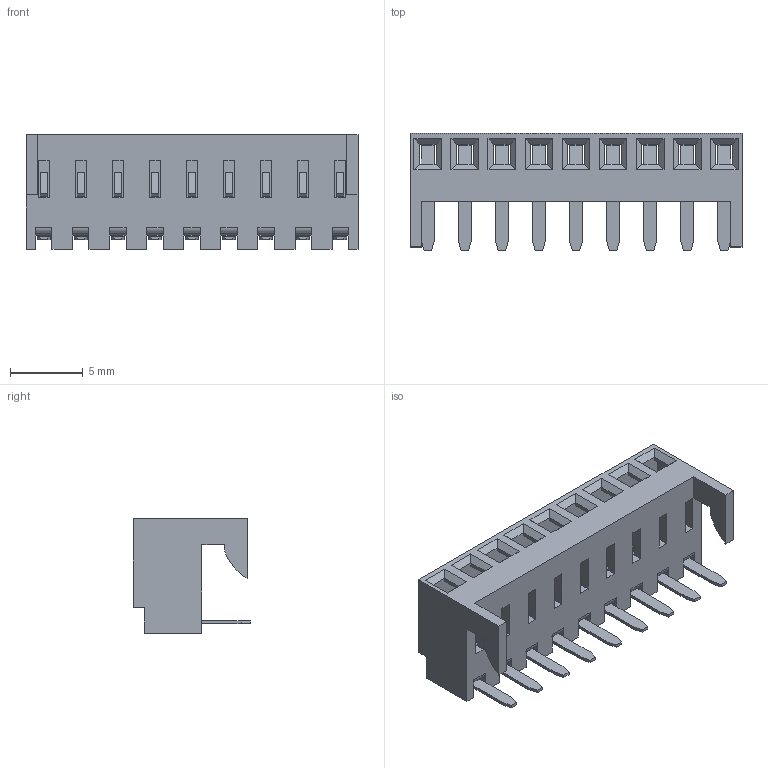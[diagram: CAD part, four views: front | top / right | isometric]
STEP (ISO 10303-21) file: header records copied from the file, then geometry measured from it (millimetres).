
FILE_DESCRIPTION(('STEP AP242'),'1');
FILE_NAME('0022152096.stp','2025-01-28T07:08:52',('TraceParts'),('TraceParts S.A.'),'Spatial InterOp 3D',' ',' ');
FILE_SCHEMA(('AP242_MANAGED_MODEL_BASED_3D_ENGINEERING_MIM_LF {1 0 10303 442 1 1 4}'));
Length unit declared in the file: millimetre
Products named in the file (1): 0022152096_1
Bounding box: 22.76 x 8.05 x 7.87 mm (x, y, z)
Volume: 348.4 mm3; surface area: 1314.6 mm2
Topology: 1 solids, 1 shells, 467 faces, 1330 edges, 892 vertices
Faces by surface type: plane 346, cylinder 121
Entity records: 15102 total; most frequent: CARTESIAN_POINT 2655, ORIENTED_EDGE 2624, DIRECTION 2528, EDGE_CURVE 1312, LINE 1070, VECTOR 1070, VERTEX_POINT 856, AXIS2_PLACEMENT_3D 729
